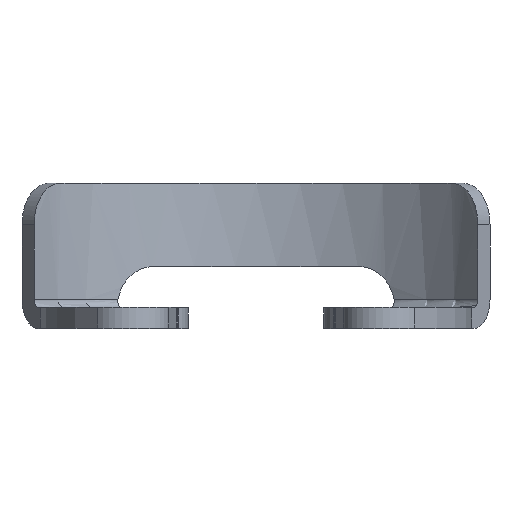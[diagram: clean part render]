
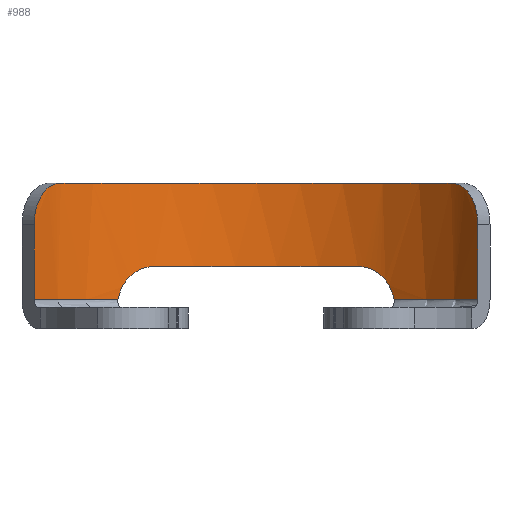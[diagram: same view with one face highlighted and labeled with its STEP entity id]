
A CAD part, top view. The second image highlights one B-rep face of the part: STEP entity #988.
In plain terms, the highlighted cylindrical face has radius 6.3 mm (diameter 12.6 mm), a partial arc.
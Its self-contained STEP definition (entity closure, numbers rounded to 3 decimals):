
#12 = CARTESIAN_POINT ( 'NONE',  ( -5.339, 2.5, -3.344 ) ) ;
#13 = DIRECTION ( 'NONE',  ( 0., 0., 1. ) ) ;
#18 = ORIENTED_EDGE ( 'NONE', *, *, #511, .T. ) ;
#21 = CYLINDRICAL_SURFACE ( 'NONE', #62, 6.3 ) ;
#28 = ORIENTED_EDGE ( 'NONE', *, *, #577, .F. ) ;
#35 = VERTEX_POINT ( 'NONE', #244 ) ;
#62 = AXIS2_PLACEMENT_3D ( 'NONE', #444, #191, #537 ) ;
#91 = VERTEX_POINT ( 'NONE', #314 ) ;
#99 = FACE_OUTER_BOUND ( 'NONE', #471, .T. ) ;
#102 = ORIENTED_EDGE ( 'NONE', *, *, #1007, .T. ) ;
#107 = ORIENTED_EDGE ( 'NONE', *, *, #308, .T. ) ;
#109 = VERTEX_POINT ( 'NONE', #950 ) ;
#116 = DIRECTION ( 'NONE',  ( 0., -1., 0. ) ) ;
#119 = AXIS2_PLACEMENT_3D ( 'NONE', #942, #1101, #154 ) ;
#138 = VECTOR ( 'NONE', #882, 1000. ) ;
#147 = CARTESIAN_POINT ( 'NONE',  ( 3.321, 0.7, -5.353 ) ) ;
#154 = DIRECTION ( 'NONE',  ( 0., 0., -1. ) ) ;
#174 = CARTESIAN_POINT ( 'NONE',  ( -2.659, 1.48, -5.712 ) ) ;
#187 = VECTOR ( 'NONE', #737, 1000. ) ;
#191 = DIRECTION ( 'NONE',  ( 0., -1., 0. ) ) ;
#192 = B_SPLINE_CURVE_WITH_KNOTS ( 'NONE', 3,
 ( #385, #587, #828, #322, #761, #147 ),
 .UNSPECIFIED., .F., .F.,
 ( 4, 2, 4 ),
 ( 0., 0.001, 0.001 ),
 .UNSPECIFIED. ) ;
#193 = CARTESIAN_POINT ( 'NONE',  ( -5.339, 2.5, -3.344 ) ) ;
#204 = B_SPLINE_CURVE_WITH_KNOTS ( 'NONE', 3,
 ( #278, #736, #284, #542, #377, #899, #974, #555, #732, #1083 ),
 .UNSPECIFIED., .F., .F.,
 ( 4, 2, 2, 2, 4 ),
 ( 0., 0., 0.001, 0.001, 0.002 ),
 .UNSPECIFIED. ) ;
#210 = CARTESIAN_POINT ( 'NONE',  ( -2.448, 1.5, -5.805 ) ) ;
#212 = CIRCLE ( 'NONE', #119, 6.3 ) ;
#222 = B_SPLINE_CURVE_WITH_KNOTS ( 'NONE', 3,
 ( #1067, #805, #983, #729, #820, #279, #1080, #557, #291, #193 ),
 .UNSPECIFIED., .F., .F.,
 ( 4, 2, 2, 2, 4 ),
 ( 0., 0., 0.001, 0.001, 0.002 ),
 .UNSPECIFIED. ) ;
#236 = DIRECTION ( 'NONE',  ( 0., 0., 1. ) ) ;
#244 = CARTESIAN_POINT ( 'NONE',  ( 4.695, 3.5, -4.201 ) ) ;
#246 = VERTEX_POINT ( 'NONE', #210 ) ;
#278 = CARTESIAN_POINT ( 'NONE',  ( 5.339, 2.5, -3.344 ) ) ;
#279 = CARTESIAN_POINT ( 'NONE',  ( -5.214, 3.125, -3.538 ) ) ;
#284 = CARTESIAN_POINT ( 'NONE',  ( 5.323, 2.771, -3.371 ) ) ;
#291 = CARTESIAN_POINT ( 'NONE',  ( -5.339, 2.637, -3.344 ) ) ;
#293 = CARTESIAN_POINT ( 'NONE',  ( 0., 3.5, 0. ) ) ;
#294 = EDGE_CURVE ( 'NONE', #109, #710, #222, .T. ) ;
#308 = EDGE_CURVE ( 'NONE', #710, #535, #365, .T. ) ;
#314 = CARTESIAN_POINT ( 'NONE',  ( 5.339, 2.5, -3.344 ) ) ;
#322 = CARTESIAN_POINT ( 'NONE',  ( 3.177, 1.13, -5.443 ) ) ;
#359 = DIRECTION ( 'NONE',  ( 0., -1., 0. ) ) ;
#365 = LINE ( 'NONE', #382, #187 ) ;
#377 = CARTESIAN_POINT ( 'NONE',  ( 5.214, 3.125, -3.538 ) ) ;
#382 = CARTESIAN_POINT ( 'NONE',  ( -5.339, 18.781, -3.344 ) ) ;
#385 = CARTESIAN_POINT ( 'NONE',  ( 2.448, 1.5, -5.805 ) ) ;
#424 = CARTESIAN_POINT ( 'NONE',  ( -3.321, 0.7, -5.353 ) ) ;
#432 = CARTESIAN_POINT ( 'NONE',  ( -5.339, 0.7, -3.344 ) ) ;
#436 = LINE ( 'NONE', #596, #138 ) ;
#444 = CARTESIAN_POINT ( 'NONE',  ( 0., 18.781, 0. ) ) ;
#460 = VERTEX_POINT ( 'NONE', #925 ) ;
#471 = EDGE_LOOP ( 'NONE', ( #107, #1014, #18, #485, #1034, #102, #28, #987, #1042, #1137 ) ) ;
#485 = ORIENTED_EDGE ( 'NONE', *, *, #1104, .F. ) ;
#511 = EDGE_CURVE ( 'NONE', #622, #246, #922, .T. ) ;
#520 = CARTESIAN_POINT ( 'NONE',  ( -2.448, 1.5, -5.805 ) ) ;
#535 = VERTEX_POINT ( 'NONE', #432 ) ;
#537 = DIRECTION ( 'NONE',  ( 0., 0., -1. ) ) ;
#542 = CARTESIAN_POINT ( 'NONE',  ( 5.26, 3.015, -3.468 ) ) ;
#547 = CARTESIAN_POINT ( 'NONE',  ( 5.339, 0.7, -3.344 ) ) ;
#555 = CARTESIAN_POINT ( 'NONE',  ( 4.873, 3.474, -3.995 ) ) ;
#557 = CARTESIAN_POINT ( 'NONE',  ( -5.322, 2.772, -3.371 ) ) ;
#577 = EDGE_CURVE ( 'NONE', #91, #952, #436, .T. ) ;
#587 = CARTESIAN_POINT ( 'NONE',  ( 2.661, 1.5, -5.715 ) ) ;
#596 = CARTESIAN_POINT ( 'NONE',  ( 5.339, 18.781, -3.344 ) ) ;
#622 = VERTEX_POINT ( 'NONE', #424 ) ;
#677 = CARTESIAN_POINT ( 'NONE',  ( -3.321, 0.7, -5.353 ) ) ;
#683 = CARTESIAN_POINT ( 'NONE',  ( -3.175, 1.132, -5.444 ) ) ;
#684 = AXIS2_PLACEMENT_3D ( 'NONE', #714, #116, #13 ) ;
#690 = CARTESIAN_POINT ( 'NONE',  ( -2.554, 1.5, -5.76 ) ) ;
#710 = VERTEX_POINT ( 'NONE', #12 ) ;
#714 = CARTESIAN_POINT ( 'NONE',  ( 0., 0.7, 0. ) ) ;
#729 = CARTESIAN_POINT ( 'NONE',  ( -5.029, 3.377, -3.797 ) ) ;
#732 = CARTESIAN_POINT ( 'NONE',  ( 4.786, 3.5, -4.099 ) ) ;
#736 = CARTESIAN_POINT ( 'NONE',  ( 5.339, 2.637, -3.344 ) ) ;
#737 = DIRECTION ( 'NONE',  ( 0., -1., 0. ) ) ;
#740 = CIRCLE ( 'NONE', #889, 6.3 ) ;
#753 = EDGE_CURVE ( 'NONE', #460, #1032, #192, .T. ) ;
#761 = CARTESIAN_POINT ( 'NONE',  ( 3.282, 0.926, -5.378 ) ) ;
#763 = CARTESIAN_POINT ( 'NONE',  ( 0., 0.7, 0. ) ) ;
#782 = AXIS2_PLACEMENT_3D ( 'NONE', #763, #847, #236 ) ;
#805 = CARTESIAN_POINT ( 'NONE',  ( -4.786, 3.5, -4.099 ) ) ;
#820 = CARTESIAN_POINT ( 'NONE',  ( -5.098, 3.306, -3.703 ) ) ;
#828 = CARTESIAN_POINT ( 'NONE',  ( 2.863, 1.421, -5.615 ) ) ;
#847 = DIRECTION ( 'NONE',  ( 0., -1., 0. ) ) ;
#865 = CARTESIAN_POINT ( 'NONE',  ( -2.943, 1.347, -5.571 ) ) ;
#878 = CARTESIAN_POINT ( 'NONE',  ( -3.283, 0.923, -5.377 ) ) ;
#882 = DIRECTION ( 'NONE',  ( 0., -1., 0. ) ) ;
#889 = AXIS2_PLACEMENT_3D ( 'NONE', #293, #359, #905 ) ;
#899 = CARTESIAN_POINT ( 'NONE',  ( 5.098, 3.306, -3.702 ) ) ;
#905 = DIRECTION ( 'NONE',  ( 0., 0., 1. ) ) ;
#909 = EDGE_CURVE ( 'NONE', #109, #35, #740, .T. ) ;
#922 = B_SPLINE_CURVE_WITH_KNOTS ( 'NONE', 3,
 ( #677, #878, #683, #865, #1122, #174, #690, #520 ),
 .UNSPECIFIED., .F., .F.,
 ( 4, 2, 2, 4 ),
 ( 0., 0.001, 0.001, 0.002 ),
 .UNSPECIFIED. ) ;
#923 = EDGE_CURVE ( 'NONE', #535, #622, #1038, .T. ) ;
#925 = CARTESIAN_POINT ( 'NONE',  ( 2.448, 1.5, -5.805 ) ) ;
#942 = CARTESIAN_POINT ( 'NONE',  ( 0., 1.5, 0. ) ) ;
#950 = CARTESIAN_POINT ( 'NONE',  ( -4.695, 3.5, -4.201 ) ) ;
#952 = VERTEX_POINT ( 'NONE', #547 ) ;
#959 = EDGE_CURVE ( 'NONE', #91, #35, #204, .T. ) ;
#974 = CARTESIAN_POINT ( 'NONE',  ( 5.029, 3.377, -3.797 ) ) ;
#983 = CARTESIAN_POINT ( 'NONE',  ( -4.872, 3.475, -3.996 ) ) ;
#987 = ORIENTED_EDGE ( 'NONE', *, *, #959, .T. ) ;
#988 = ADVANCED_FACE ( 'NONE', ( #99 ), #21, .F. ) ;
#1007 = EDGE_CURVE ( 'NONE', #1032, #952, #1074, .T. ) ;
#1014 = ORIENTED_EDGE ( 'NONE', *, *, #923, .T. ) ;
#1032 = VERTEX_POINT ( 'NONE', #1115 ) ;
#1034 = ORIENTED_EDGE ( 'NONE', *, *, #753, .T. ) ;
#1038 = CIRCLE ( 'NONE', #684, 6.3 ) ;
#1042 = ORIENTED_EDGE ( 'NONE', *, *, #909, .F. ) ;
#1067 = CARTESIAN_POINT ( 'NONE',  ( -4.695, 3.5, -4.201 ) ) ;
#1074 = CIRCLE ( 'NONE', #782, 6.3 ) ;
#1080 = CARTESIAN_POINT ( 'NONE',  ( -5.26, 3.015, -3.468 ) ) ;
#1083 = CARTESIAN_POINT ( 'NONE',  ( 4.695, 3.5, -4.201 ) ) ;
#1101 = DIRECTION ( 'NONE',  ( 0., 1., 0. ) ) ;
#1104 = EDGE_CURVE ( 'NONE', #460, #246, #212, .T. ) ;
#1115 = CARTESIAN_POINT ( 'NONE',  ( 3.321, 0.7, -5.353 ) ) ;
#1122 = CARTESIAN_POINT ( 'NONE',  ( -2.852, 1.404, -5.618 ) ) ;
#1137 = ORIENTED_EDGE ( 'NONE', *, *, #294, .T. ) ;
